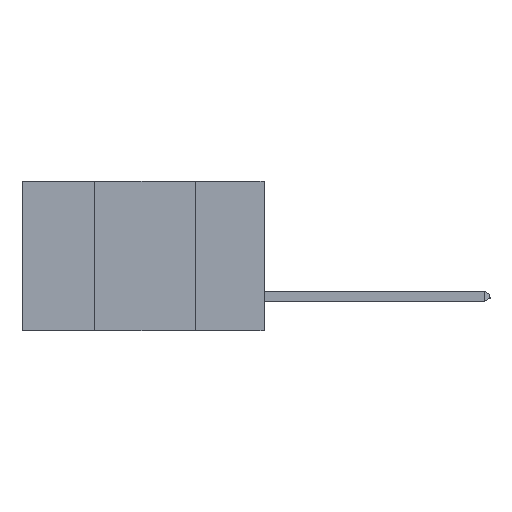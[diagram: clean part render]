
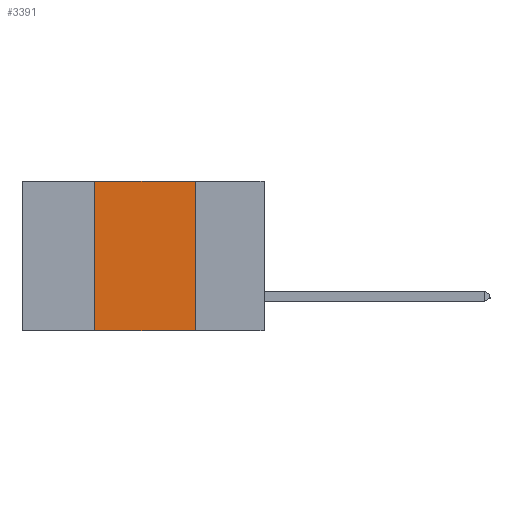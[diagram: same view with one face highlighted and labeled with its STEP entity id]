
A CAD part, left-side view. The second image highlights one B-rep face of the part: STEP entity #3391.
In plain terms, the highlighted planar face has unit normal (-1, 0, 0).
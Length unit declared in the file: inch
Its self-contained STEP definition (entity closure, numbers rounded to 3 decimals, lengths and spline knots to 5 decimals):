
#230 = AXIS2_PLACEMENT_3D ( 'NONE', #1394, #8354, #6181 ) ;
#414 = PLANE ( 'NONE',  #230 ) ;
#537 = VECTOR ( 'NONE', #5834, 39.37008 ) ;
#547 = EDGE_CURVE ( 'NONE', #6087, #7847, #6155, .T. ) ;
#777 = VERTEX_POINT ( 'NONE', #1546 ) ;
#1377 = DIRECTION ( 'NONE',  ( 0., -1., 0. ) ) ;
#1394 = CARTESIAN_POINT ( 'NONE',  ( 0., 0.6, 0. ) ) ;
#1546 = CARTESIAN_POINT ( 'NONE',  ( 0., 0.17, -0.37 ) ) ;
#1712 = FACE_OUTER_BOUND ( 'NONE', #2607, .T. ) ;
#1761 = CARTESIAN_POINT ( 'NONE',  ( 0., 0.17, 0. ) ) ;
#2337 = VECTOR ( 'NONE', #2509, 39.37008 ) ;
#2509 = DIRECTION ( 'NONE',  ( 0., 0., -1. ) ) ;
#2538 = LINE ( 'NONE', #7177, #537 ) ;
#2607 = EDGE_LOOP ( 'NONE', ( #7083, #7300, #7826, #8820 ) ) ;
#3268 = VECTOR ( 'NONE', #1377, 39.37008 ) ;
#3391 = ADVANCED_FACE ( 'NONE', ( #1712 ), #414, .F. ) ;
#3500 = LINE ( 'NONE', #8548, #3268 ) ;
#3922 = CARTESIAN_POINT ( 'NONE',  ( 0., 0.17, 0. ) ) ;
#5834 = DIRECTION ( 'NONE',  ( 0., -1., 0. ) ) ;
#6087 = VERTEX_POINT ( 'NONE', #8306 ) ;
#6155 = LINE ( 'NONE', #6878, #9256 ) ;
#6181 = DIRECTION ( 'NONE',  ( 0., 0., -1. ) ) ;
#6878 = CARTESIAN_POINT ( 'NONE',  ( 0., 0.42, 0. ) ) ;
#6995 = DIRECTION ( 'NONE',  ( 0., 0., 1. ) ) ;
#7083 = ORIENTED_EDGE ( 'NONE', *, *, #7436, .F. ) ;
#7177 = CARTESIAN_POINT ( 'NONE',  ( 0., 0.6, 0. ) ) ;
#7300 = ORIENTED_EDGE ( 'NONE', *, *, #9012, .F. ) ;
#7436 = EDGE_CURVE ( 'NONE', #8668, #777, #8277, .T. ) ;
#7764 = EDGE_CURVE ( 'NONE', #6087, #777, #3500, .T. ) ;
#7826 = ORIENTED_EDGE ( 'NONE', *, *, #547, .F. ) ;
#7847 = VERTEX_POINT ( 'NONE', #7973 ) ;
#7973 = CARTESIAN_POINT ( 'NONE',  ( 0., 0.42, 0. ) ) ;
#8277 = LINE ( 'NONE', #1761, #2337 ) ;
#8306 = CARTESIAN_POINT ( 'NONE',  ( 0., 0.42, -0.37 ) ) ;
#8354 = DIRECTION ( 'NONE',  ( 1., 0., 0. ) ) ;
#8548 = CARTESIAN_POINT ( 'NONE',  ( 0., 0.6, -0.37 ) ) ;
#8668 = VERTEX_POINT ( 'NONE', #3922 ) ;
#8820 = ORIENTED_EDGE ( 'NONE', *, *, #7764, .T. ) ;
#9012 = EDGE_CURVE ( 'NONE', #7847, #8668, #2538, .T. ) ;
#9256 = VECTOR ( 'NONE', #6995, 39.37008 ) ;
